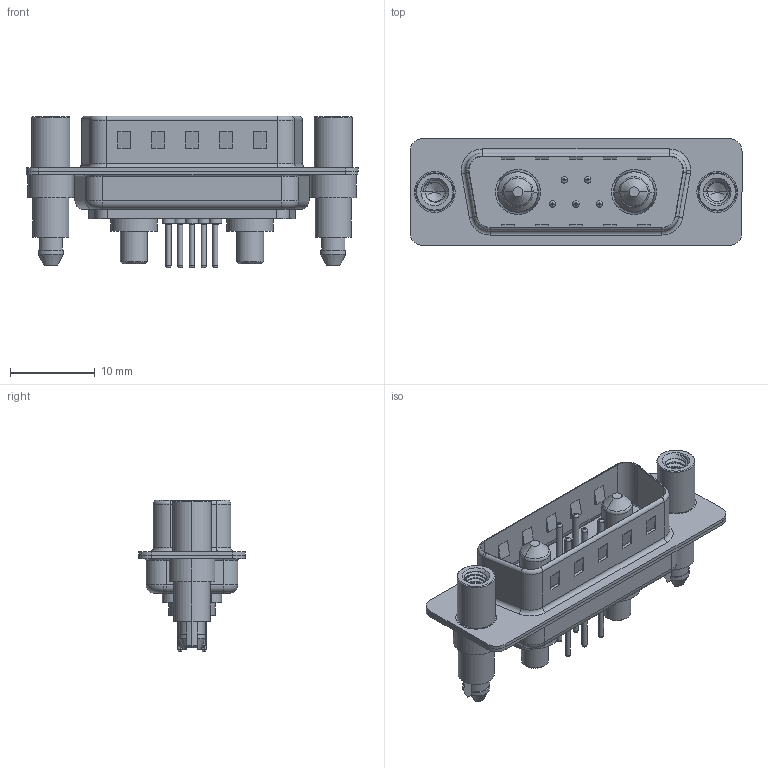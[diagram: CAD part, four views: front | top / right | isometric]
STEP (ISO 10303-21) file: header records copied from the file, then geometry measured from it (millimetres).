
FILE_DESCRIPTION (( 'STEP AP203' ), '1' );
FILE_NAME ('627-7W2-624-3NE.STEP', '2019-05-25T08:16:15', ( '' ), ( '' ), 'SwSTEP 2.0', 'SolidWorks 2016', '' );
FILE_SCHEMA (( 'CONFIG_CONTROL_DESIGN' ));
Length unit declared in the file: millimetre
Products named in the file (9): Power Pin_30A S; 627Combo Threaded Standoff and Boardlock_6; 627Combo Contact Row 1_24; 627Combo Contact Row 2_24; 627-7W2-624-3NE; 627Combo Housing_7W2; 627Combo Shell Rear_15 Contacts; 627Combo Shell Front_15 Contacts; 627Combo Threaded Standoff and Boardlock_E
Assembly tree (12 placements, depth 2):
  627-7W2-624-3NE
    627Combo Housing_7W2
    627Combo Shell Rear_15 Contacts
    627Combo Shell Front_15 Contacts
    627Combo Threaded Standoff and Boardlock_E
    Power Pin_30A S  x2
    627Combo Threaded Standoff and Boardlock_6
    627Combo Contact Row 1_24  x2
    627Combo Contact Row 2_24  x3
Bounding box: 39.15 x 12.6 x 17.9 mm (x, y, z)
Volume: 2334.8 mm3; surface area: 5220.7 mm2
Topology: 14 solids, 14 shells, 660 faces, 1531 edges, 947 vertices
Faces by surface type: cylinder 273, plane 212, torus 134, cone 31, bspline 10
Entity records: 19095 total; most frequent: CARTESIAN_POINT 5313, DIRECTION 2814, ORIENTED_EDGE 2568, EDGE_CURVE 1284, AXIS2_PLACEMENT_3D 1101, VERTEX_POINT 807, EDGE_LOOP 627, VECTOR 612
